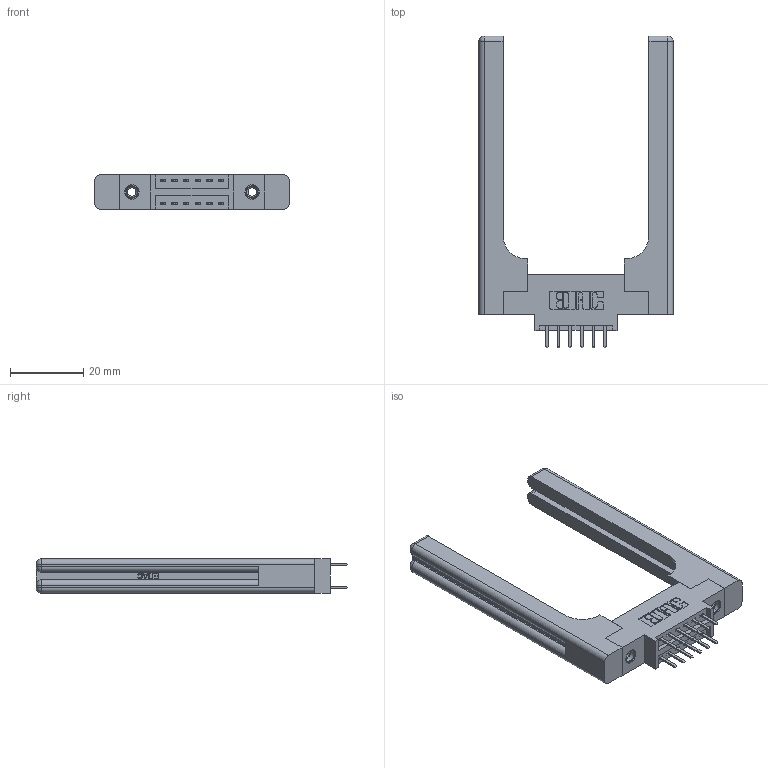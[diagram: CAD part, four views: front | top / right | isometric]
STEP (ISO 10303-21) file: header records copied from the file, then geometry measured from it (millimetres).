
FILE_DESCRIPTION (( 'STEP AP203' ), '1' );
FILE_NAME ('396-012-520-858.STEP', '2019-11-01T16:55:00', ( '' ), ( '' ), 'SwSTEP 2.0', 'SolidWorks 2016', '' );
FILE_SCHEMA (( 'CONFIG_CONTROL_DESIGN' ));
Length unit declared in the file: inch
Products named in the file (5): 345-250-001_345-250-001-102; 346-220-058_345-220-058; 396-012-520-858; 346 Part_0.170 Offset - 0.156 Dia-TH; 345-292-001_345-293-120
Assembly tree (17 placements, depth 2):
  396-012-520-858
    346 Part_0.170 Offset - 0.156 Dia-TH
    345-292-001_345-293-120  x12
    345-250-001_345-250-001-102  x2
    346-220-058_345-220-058  x2
Bounding box: 53.11 x 85.29 x 9.4 mm (x, y, z)
Volume: 12233.8 mm3; surface area: 11089 mm2
Topology: 17 solids, 17 shells, 1054 faces, 2963 edges, 1922 vertices
Faces by surface type: plane 672, cylinder 322, bspline 36, cone 12, sphere 8, torus 4
Entity records: 14190 total; most frequent: CARTESIAN_POINT 3409, ORIENTED_EDGE 2128, DIRECTION 1976, EDGE_CURVE 1064, LINE 812, VECTOR 812, VERTEX_POINT 698, AXIS2_PLACEMENT_3D 582
